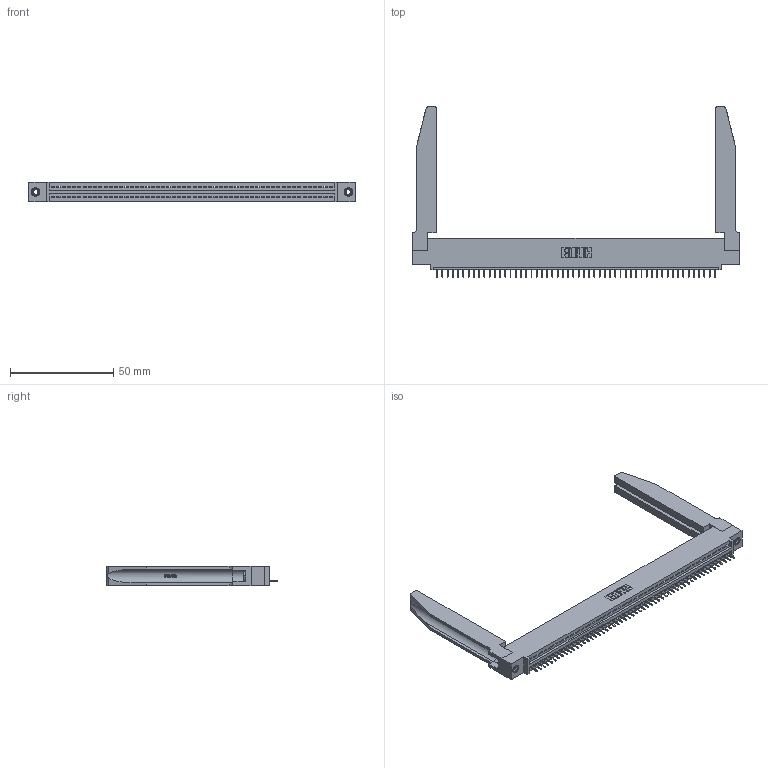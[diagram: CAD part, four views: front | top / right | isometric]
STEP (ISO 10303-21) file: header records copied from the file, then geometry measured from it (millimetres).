
FILE_DESCRIPTION (( 'STEP AP203' ), '1' );
FILE_NAME ('345-054-525-478.STEP', '2020-09-20T17:24:31', ( '' ), ( '' ), 'SwSTEP 2.0', 'SolidWorks 2020', '' );
FILE_SCHEMA (( 'CONFIG_CONTROL_DESIGN' ));
Length unit declared in the file: inch
Products named in the file (5): 345-220-078_345-220-078; 345-054-525-478; 345-292-001_345-293-125; 345 Part_0.110 Offset - 0.156 Dia-TH; 345-250-001_345-250-001-102
Assembly tree (59 placements, depth 2):
  345-054-525-478
    345 Part_0.110 Offset - 0.156 Dia-TH
    345-292-001_345-293-125  x54
    345-250-001_345-250-001-102  x2
    345-220-078_345-220-078  x2
Bounding box: 158.39 x 82.47 x 9.4 mm (x, y, z)
Volume: 22619.4 mm3; surface area: 26088.2 mm2
Topology: 59 solids, 59 shells, 3712 faces, 10681 edges, 6894 vertices
Faces by surface type: plane 2710, cylinder 950, bspline 36, cone 12, torus 4
Entity records: 43972 total; most frequent: CARTESIAN_POINT 8513, ORIENTED_EDGE 7398, DIRECTION 6425, EDGE_CURVE 3699, VECTOR 3261, LINE 3261, VERTEX_POINT 2456, AXIS2_PLACEMENT_3D 1582
